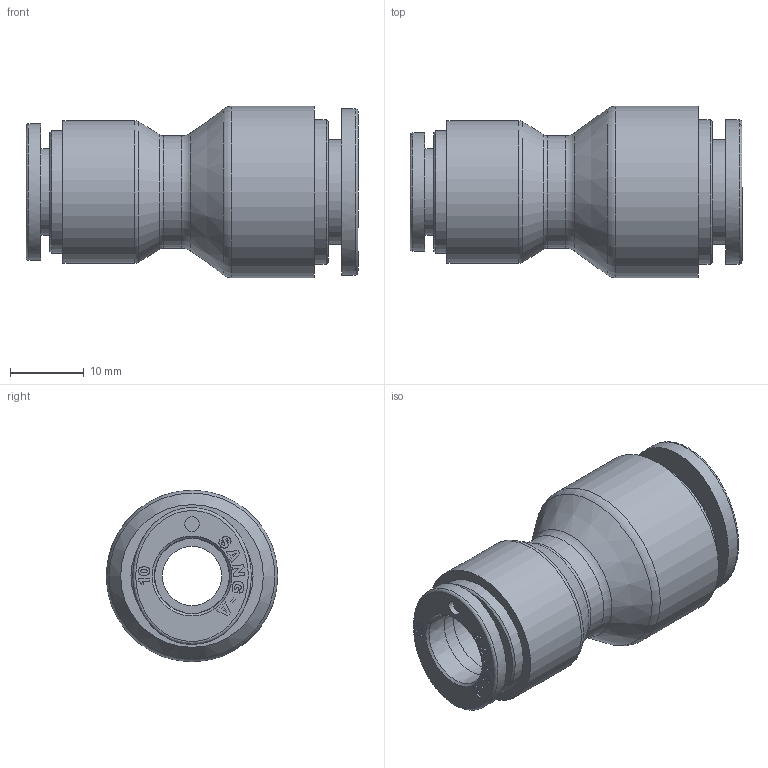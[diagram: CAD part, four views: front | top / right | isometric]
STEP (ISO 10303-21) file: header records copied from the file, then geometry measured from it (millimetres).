
FILE_DESCRIPTION((''),'2;1');
FILE_NAME('CR-PG 1210.stp','2020-11-11T08:48:09',('Administrator'),(''),'Autodesk Inventor 2013','Autodesk Inventor 2013','');
FILE_SCHEMA(('CONFIG_CONTROL_DESIGN'));
Length unit declared in the file: millimetre
Products named in the file (4): 조립품18; CR-PG 1210 BODY; CR-SLEEVE 10; CR-SLEEVE 12
Assembly tree (3 placements, depth 2):
  조립품18
    CR-PG 1210 BODY
    CR-SLEEVE 10
    CR-SLEEVE 12
Bounding box: 44.9 x 23.2 x 23.2 mm (x, y, z)
Volume: 9127.5 mm3; surface area: 6239.1 mm2
Topology: 3 solids, 3 shells, 764 faces, 2179 edges, 1450 vertices
Faces by surface type: plane 722, cylinder 24, cone 8, bspline 6, torus 4
Full cylindrical faces by diameter (mm): 2 x2, 8 x1, 10.18 x1, 10.2 x1, 11.7 x1, 12.193 x1, 12.2 x1, 14.2 x1, 15.2 x1, 16.5 x1, 19.3 x1, 19.6 x1, 23.2 x1
Entity records: 25523 total; most frequent: CARTESIAN_POINT 4857, ORIENTED_EDGE 4294, DIRECTION 3729, EDGE_CURVE 2147, VECTOR 2075, LINE 2075, VERTEX_POINT 1444, AXIS2_PLACEMENT_3D 827
